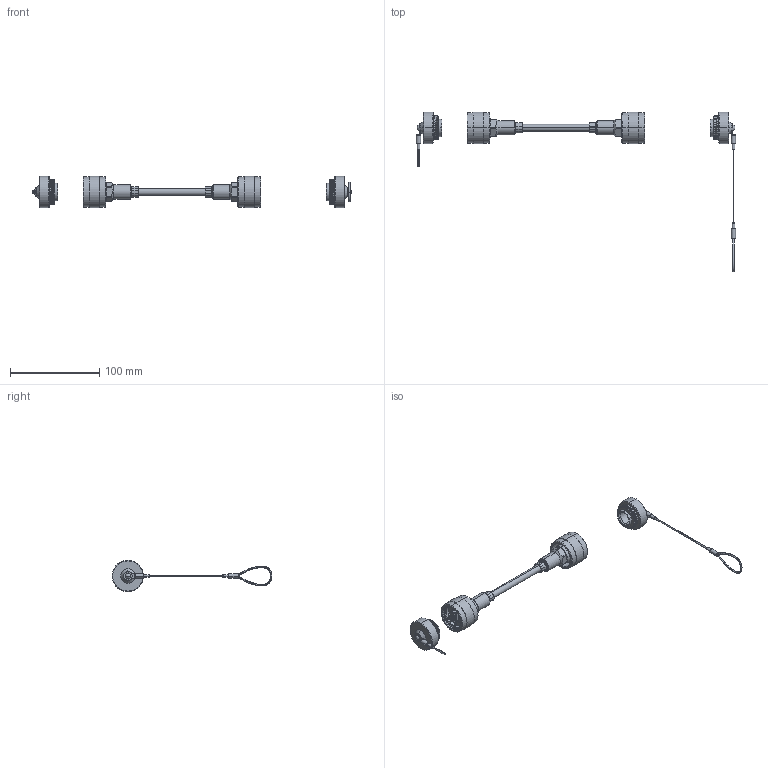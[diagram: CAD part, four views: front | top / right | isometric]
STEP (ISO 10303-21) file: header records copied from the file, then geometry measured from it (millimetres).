
FILE_DESCRIPTION (( 'STEP AP214' ), '1' );
FILE_NAME ('TMD20004004047-016F_3D.step', '2023-07-10T19:53:24', ( '' ), ( '' ), 'SwSTEP 2.0', 'SolidWorks 2022', '' );
FILE_SCHEMA (( 'AUTOMOTIVE_DESIGN' ));
Length unit declared in the file: inch
Products named in the file (19): 3AB10-035-MA3; ECRU4201U00; 3AB10-036; 3AB10-036-MA1; 3AB10-035-MA4; 1AD02-018-MA2_crimped strain relief; ECRU4201U00_Cut Lanyard; 3AB10-035-MA1; 3AB10-035-MA2; 3AB10-036-MA1_Cut Lanyard; 1AD02-018; ECRA4211UB0_Cut Lanyard; 1AD02-018-MA1; 3AB10-035-MA5; TMD20004004047-016F_3D; 1AL03-103; ECRA4211UB0; ECRA0211UB0; 3AB10-035
Assembly tree (21 placements, depth 4):
  TMD20004004047-016F_3D
    1AL03-103
    ECRA4211UB0
      ECRA0211UB0
        3AB10-035
        3AB10-035-MA1
        3AB10-035-MA2
        3AB10-035-MA3
        3AB10-035-MA4
        3AB10-035-MA5
      ECRU4201U00
        3AB10-036
        3AB10-036-MA1
    1AD02-018  x2
      1AD02-018-MA2_crimped strain relief
      1AD02-018-MA1
    ECRA4211UB0_Cut Lanyard
      ECRA0211UB0
        3AB10-035
        3AB10-035-MA1
        3AB10-035-MA2
        3AB10-035-MA3
        3AB10-035-MA4
        3AB10-035-MA5
      ECRU4201U00_Cut Lanyard
        3AB10-036
        3AB10-036-MA1_Cut Lanyard
Bounding box: 356.76 x 178.54 x 35.15 mm (x, y, z)
Volume: 71243.6 mm3; surface area: 59745.5 mm2
Topology: 27 solids, 27 shells, 1257 faces, 3138 edges, 1975 vertices
Faces by surface type: cylinder 508, plane 485, cone 134, torus 71, bspline 55, sphere 4
Entity records: 29348 total; most frequent: CARTESIAN_POINT 11594, ORIENTED_EDGE 3372, DIRECTION 3352, EDGE_CURVE 1686, AXIS2_PLACEMENT_3D 1251, VERTEX_POINT 1064, VECTOR 850, LINE 850
